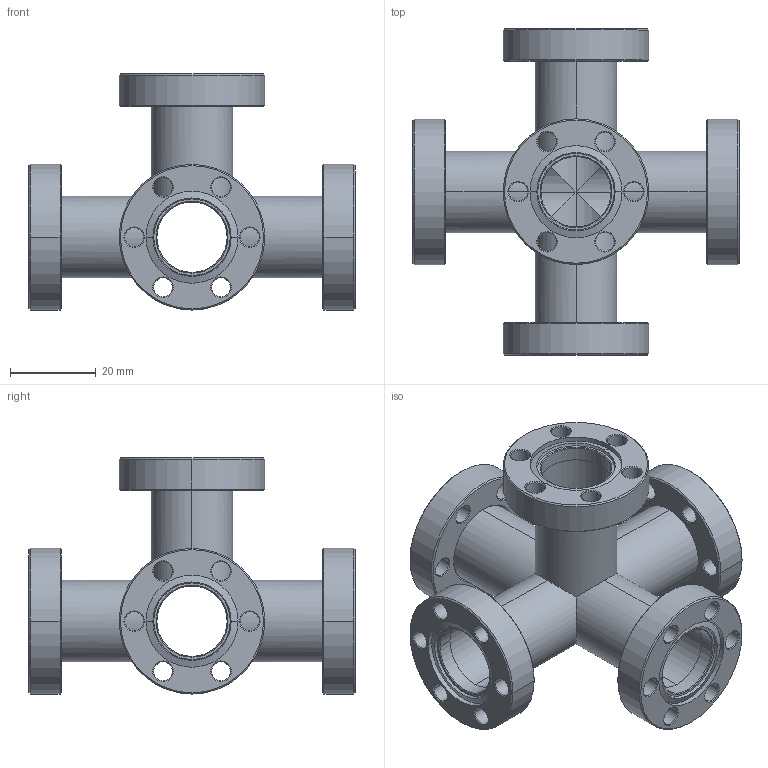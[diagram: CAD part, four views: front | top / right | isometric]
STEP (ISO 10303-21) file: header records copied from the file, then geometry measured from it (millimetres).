
FILE_DESCRIPTION (( 'STEP AP214' ), '1' );
FILE_NAME ('Hositrad_FX5-16-19-Cross.STEP', '2017-05-23T06:35:40', ( 'Gebruiker' ), ( '' ), 'SwSTEP 2.0', 'SolidWorks 2017', '' );
FILE_SCHEMA (( 'AUTOMOTIVE_DESIGN' ));
Length unit declared in the file: millimetre
Products named in the file (3): NW16CF-weld_CF16-19; Equal-5Way-Crosses-All_16-19; Hositrad_FX5-16-19-Cross
Assembly tree (6 placements, depth 2):
  Hositrad_FX5-16-19-Cross
    Equal-5Way-Crosses-All_16-19
    NW16CF-weld_CF16-19  x5
Bounding box: 76.2 x 76.2 x 55.1 mm (x, y, z)
Volume: 28480.3 mm3; surface area: 30369.8 mm2
Topology: 6 solids, 6 shells, 325 faces, 724 edges, 418 vertices
Faces by surface type: cone 180, cylinder 120, plane 25
Entity records: 2572 total; most frequent: CARTESIAN_POINT 476, DIRECTION 456, ORIENTED_EDGE 392, EDGE_CURVE 196, AXIS2_PLACEMENT_3D 190, VERTEX_POINT 114, EDGE_LOOP 106, CIRCLE 96
